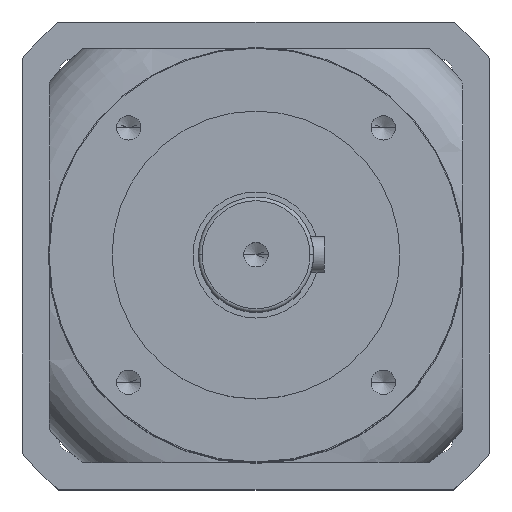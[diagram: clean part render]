
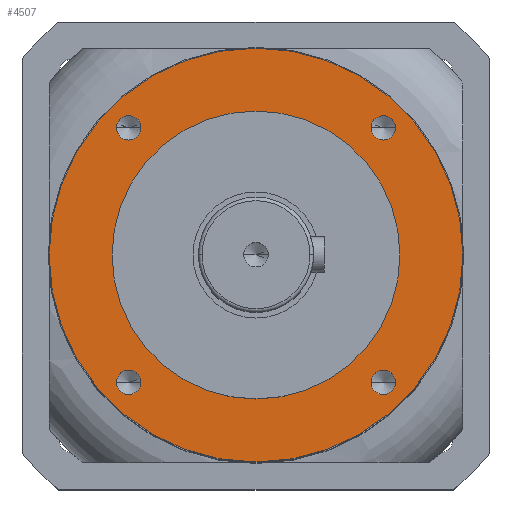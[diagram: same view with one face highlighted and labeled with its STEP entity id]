
A CAD part, top view. The second image highlights one B-rep face of the part: STEP entity #4507.
In plain terms, the highlighted planar face has unit normal (0, 0, 1).
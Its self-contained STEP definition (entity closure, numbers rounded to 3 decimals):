
#206 = FACE_BOUND ( 'NONE', #4755, .T. ) ;
#240 = EDGE_LOOP ( 'NONE', ( #3999, #1763 ) ) ;
#400 = ORIENTED_EDGE ( 'NONE', *, *, #3411, .F. ) ;
#419 = DIRECTION ( 'NONE',  ( 0., 0., 1. ) ) ;
#496 = EDGE_CURVE ( 'NONE', #1586, #1904, #7251, .T. ) ;
#587 = AXIS2_PLACEMENT_3D ( 'NONE', #9437, #3496, #10397 ) ;
#622 = VERTEX_POINT ( 'NONE', #6739 ) ;
#848 = ORIENTED_EDGE ( 'NONE', *, *, #947, .F. ) ;
#947 = EDGE_CURVE ( 'NONE', #9651, #8240, #12348, .T. ) ;
#1026 = AXIS2_PLACEMENT_3D ( 'NONE', #10062, #10025, #9979 ) ;
#1050 = CIRCLE ( 'NONE', #7586, 3.4 ) ;
#1087 = CARTESIAN_POINT ( 'NONE',  ( -57.5, 0., -58. ) ) ;
#1130 = AXIS2_PLACEMENT_3D ( 'NONE', #9739, #3831, #10727 ) ;
#1231 = CARTESIAN_POINT ( 'NONE',  ( 38.755, -35.355, -58. ) ) ;
#1586 = VERTEX_POINT ( 'NONE', #7949 ) ;
#1763 = ORIENTED_EDGE ( 'NONE', *, *, #12677, .F. ) ;
#1904 = VERTEX_POINT ( 'NONE', #4350 ) ;
#1941 = CARTESIAN_POINT ( 'NONE',  ( -38.755, 35.355, -58. ) ) ;
#1995 = FACE_OUTER_BOUND ( 'NONE', #9630, .T. ) ;
#2020 = CARTESIAN_POINT ( 'NONE',  ( 31.955, 35.355, -58. ) ) ;
#2179 = FACE_BOUND ( 'NONE', #12169, .T. ) ;
#2328 = CIRCLE ( 'NONE', #8955, 3.4 ) ;
#2701 = EDGE_CURVE ( 'NONE', #4216, #622, #2987, .T. ) ;
#2735 = PLANE ( 'NONE',  #5433 ) ;
#2805 = EDGE_CURVE ( 'NONE', #6534, #12914, #3924, .T. ) ;
#2928 = CIRCLE ( 'NONE', #4154, 3.4 ) ;
#2985 = VERTEX_POINT ( 'NONE', #1087 ) ;
#2987 = CIRCLE ( 'NONE', #1026, 3.4 ) ;
#3364 = CIRCLE ( 'NONE', #1130, 40. ) ;
#3391 = CARTESIAN_POINT ( 'NONE',  ( 0., 0., -58. ) ) ;
#3411 = EDGE_CURVE ( 'NONE', #12914, #6534, #2928, .T. ) ;
#3455 = DIRECTION ( 'NONE',  ( 0., 0., 1. ) ) ;
#3493 = DIRECTION ( 'NONE',  ( 1., 0., 0. ) ) ;
#3496 = DIRECTION ( 'NONE',  ( 0., 0., 1. ) ) ;
#3609 = CARTESIAN_POINT ( 'NONE',  ( 57.5, 0., -58. ) ) ;
#3617 = ORIENTED_EDGE ( 'NONE', *, *, #4090, .F. ) ;
#3786 = CARTESIAN_POINT ( 'NONE',  ( 0., 57.5, -58. ) ) ;
#3831 = DIRECTION ( 'NONE',  ( 0., 0., 1. ) ) ;
#3924 = CIRCLE ( 'NONE', #11080, 3.4 ) ;
#3999 = ORIENTED_EDGE ( 'NONE', *, *, #11622, .F. ) ;
#4090 = EDGE_CURVE ( 'NONE', #1904, #1586, #3364, .T. ) ;
#4154 = AXIS2_PLACEMENT_3D ( 'NONE', #7189, #6282, #5308 ) ;
#4216 = VERTEX_POINT ( 'NONE', #2020 ) ;
#4348 = EDGE_CURVE ( 'NONE', #622, #4216, #2328, .T. ) ;
#4350 = CARTESIAN_POINT ( 'NONE',  ( -40., 0., -58. ) ) ;
#4507 = ADVANCED_FACE ( 'NONE', ( #10901, #206, #10418, #11361, #2179, #1995 ), #2735, .F. ) ;
#4684 = AXIS2_PLACEMENT_3D ( 'NONE', #11082, #5211, #12088 ) ;
#4755 = EDGE_LOOP ( 'NONE', ( #6917, #5634 ) ) ;
#4790 = DIRECTION ( 'NONE',  ( 0., 0., -1. ) ) ;
#4933 = DIRECTION ( 'NONE',  ( 0., 0., 1. ) ) ;
#5122 = CARTESIAN_POINT ( 'NONE',  ( -31.955, -35.355, -58. ) ) ;
#5211 = DIRECTION ( 'NONE',  ( 0., 0., 1. ) ) ;
#5284 = DIRECTION ( 'NONE',  ( 1., 0., 0. ) ) ;
#5308 = DIRECTION ( 'NONE',  ( 1., 0., 0. ) ) ;
#5360 = ORIENTED_EDGE ( 'NONE', *, *, #2805, .F. ) ;
#5407 = CARTESIAN_POINT ( 'NONE',  ( -35.355, 35.355, -58. ) ) ;
#5433 = AXIS2_PLACEMENT_3D ( 'NONE', #3786, #4790, #11694 ) ;
#5437 = DIRECTION ( 'NONE',  ( 1., 0., 0. ) ) ;
#5473 = DIRECTION ( 'NONE',  ( 0., 0., 1. ) ) ;
#5490 = CARTESIAN_POINT ( 'NONE',  ( 35.355, -35.355, -58. ) ) ;
#5627 = DIRECTION ( 'NONE',  ( 0., 0., 1. ) ) ;
#5634 = ORIENTED_EDGE ( 'NONE', *, *, #2701, .F. ) ;
#5669 = CARTESIAN_POINT ( 'NONE',  ( -38.755, -35.355, -58. ) ) ;
#5701 = DIRECTION ( 'NONE',  ( 0., 0., 1. ) ) ;
#6165 = ORIENTED_EDGE ( 'NONE', *, *, #9534, .T. ) ;
#6282 = DIRECTION ( 'NONE',  ( 0., 0., 1. ) ) ;
#6534 = VERTEX_POINT ( 'NONE', #1941 ) ;
#6542 = CARTESIAN_POINT ( 'NONE',  ( 35.355, 35.355, -58. ) ) ;
#6732 = ORIENTED_EDGE ( 'NONE', *, *, #496, .F. ) ;
#6739 = CARTESIAN_POINT ( 'NONE',  ( 38.755, 35.355, -58. ) ) ;
#6806 = CIRCLE ( 'NONE', #8338, 57.5 ) ;
#6917 = ORIENTED_EDGE ( 'NONE', *, *, #4348, .F. ) ;
#7189 = CARTESIAN_POINT ( 'NONE',  ( -35.355, 35.355, -58. ) ) ;
#7251 = CIRCLE ( 'NONE', #10759, 40. ) ;
#7541 = DIRECTION ( 'NONE',  ( 1., 0., 0. ) ) ;
#7586 = AXIS2_PLACEMENT_3D ( 'NONE', #11523, #5627, #12523 ) ;
#7884 = ORIENTED_EDGE ( 'NONE', *, *, #8350, .F. ) ;
#7890 = VERTEX_POINT ( 'NONE', #5669 ) ;
#7949 = CARTESIAN_POINT ( 'NONE',  ( 40., 0., -58. ) ) ;
#8226 = CARTESIAN_POINT ( 'NONE',  ( -31.955, 35.355, -58. ) ) ;
#8240 = VERTEX_POINT ( 'NONE', #1231 ) ;
#8338 = AXIS2_PLACEMENT_3D ( 'NONE', #10822, #4933, #11824 ) ;
#8350 = EDGE_CURVE ( 'NONE', #8240, #9651, #11046, .T. ) ;
#8604 = CIRCLE ( 'NONE', #4684, 57.5 ) ;
#8955 = AXIS2_PLACEMENT_3D ( 'NONE', #6542, #419, #7541 ) ;
#9393 = EDGE_LOOP ( 'NONE', ( #7884, #848 ) ) ;
#9437 = CARTESIAN_POINT ( 'NONE',  ( 35.355, -35.355, -58. ) ) ;
#9534 = EDGE_CURVE ( 'NONE', #12681, #2985, #6806, .T. ) ;
#9630 = EDGE_LOOP ( 'NONE', ( #6165, #11954 ) ) ;
#9639 = VERTEX_POINT ( 'NONE', #5122 ) ;
#9651 = VERTEX_POINT ( 'NONE', #10994 ) ;
#9739 = CARTESIAN_POINT ( 'NONE',  ( 0., 0., -58. ) ) ;
#9979 = DIRECTION ( 'NONE',  ( 1., 0., 0. ) ) ;
#10025 = DIRECTION ( 'NONE',  ( 0., 0., 1. ) ) ;
#10048 = EDGE_CURVE ( 'NONE', #2985, #12681, #8604, .T. ) ;
#10062 = CARTESIAN_POINT ( 'NONE',  ( 35.355, 35.355, -58. ) ) ;
#10256 = EDGE_LOOP ( 'NONE', ( #400, #5360 ) ) ;
#10397 = DIRECTION ( 'NONE',  ( 1., 0., 0. ) ) ;
#10418 = FACE_BOUND ( 'NONE', #9393, .T. ) ;
#10727 = DIRECTION ( 'NONE',  ( 1., 0., 0. ) ) ;
#10759 = AXIS2_PLACEMENT_3D ( 'NONE', #3391, #3455, #3493 ) ;
#10822 = CARTESIAN_POINT ( 'NONE',  ( 0., 0., -58. ) ) ;
#10901 = FACE_BOUND ( 'NONE', #10256, .T. ) ;
#10994 = CARTESIAN_POINT ( 'NONE',  ( 31.955, -35.355, -58. ) ) ;
#11046 = CIRCLE ( 'NONE', #587, 3.4 ) ;
#11080 = AXIS2_PLACEMENT_3D ( 'NONE', #5407, #12245, #5284 ) ;
#11082 = CARTESIAN_POINT ( 'NONE',  ( 0., 0., -58. ) ) ;
#11351 = AXIS2_PLACEMENT_3D ( 'NONE', #5490, #5473, #5437 ) ;
#11361 = FACE_BOUND ( 'NONE', #240, .T. ) ;
#11523 = CARTESIAN_POINT ( 'NONE',  ( -35.355, -35.355, -58. ) ) ;
#11592 = CARTESIAN_POINT ( 'NONE',  ( -35.355, -35.355, -58. ) ) ;
#11622 = EDGE_CURVE ( 'NONE', #9639, #7890, #11847, .T. ) ;
#11675 = AXIS2_PLACEMENT_3D ( 'NONE', #11592, #5701, #12592 ) ;
#11694 = DIRECTION ( 'NONE',  ( -1., 0., 0. ) ) ;
#11824 = DIRECTION ( 'NONE',  ( 1., 0., 0. ) ) ;
#11847 = CIRCLE ( 'NONE', #11675, 3.4 ) ;
#11954 = ORIENTED_EDGE ( 'NONE', *, *, #10048, .T. ) ;
#12088 = DIRECTION ( 'NONE',  ( 1., 0., 0. ) ) ;
#12169 = EDGE_LOOP ( 'NONE', ( #6732, #3617 ) ) ;
#12245 = DIRECTION ( 'NONE',  ( 0., 0., 1. ) ) ;
#12348 = CIRCLE ( 'NONE', #11351, 3.4 ) ;
#12523 = DIRECTION ( 'NONE',  ( 1., 0., 0. ) ) ;
#12592 = DIRECTION ( 'NONE',  ( 1., 0., 0. ) ) ;
#12677 = EDGE_CURVE ( 'NONE', #7890, #9639, #1050, .T. ) ;
#12681 = VERTEX_POINT ( 'NONE', #3609 ) ;
#12914 = VERTEX_POINT ( 'NONE', #8226 ) ;
